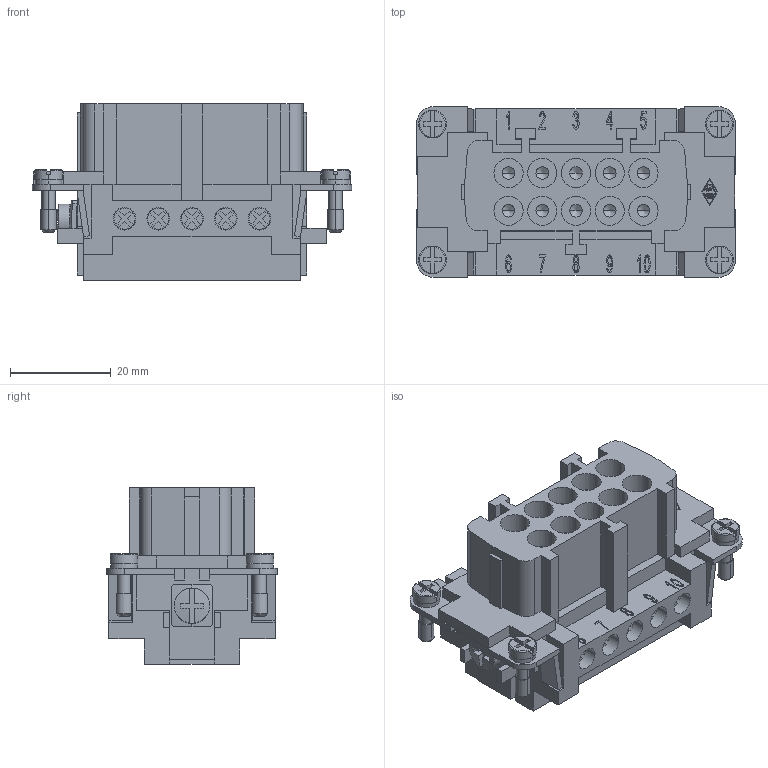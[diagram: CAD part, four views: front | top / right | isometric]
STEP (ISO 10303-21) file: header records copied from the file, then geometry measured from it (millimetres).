
FILE_DESCRIPTION((''),'2;1');
FILE_NAME('CNEF 10 T.stp','2006-10-25T12:29:25',('gembarski'),(''),'Autodesk Inventor 7','Autodesk Inventor 7','');
FILE_SCHEMA(('AUTOMOTIVE_DESIGN { 1 0 10303 214 1 1 1 1 }'));
Length unit declared in the file: millimetre
Products named in the file (1): CNEF 10 T
Bounding box: 63.4 x 34 x 35 mm (x, y, z)
Volume: 30642.6 mm3; surface area: 21318.4 mm2
Topology: 2 solids, 2 shells, 1219 faces, 3273 edges, 2144 vertices
Faces by surface type: bspline 563, plane 535, cylinder 105, torus 8, sphere 4, cone 4
Entity records: 40692 total; most frequent: CARTESIAN_POINT 12181, ORIENTED_EDGE 6506, DIRECTION 4820, EDGE_CURVE 3253, VECTOR 2224, LINE 2224, VERTEX_POINT 2143, EDGE_LOOP 1342
